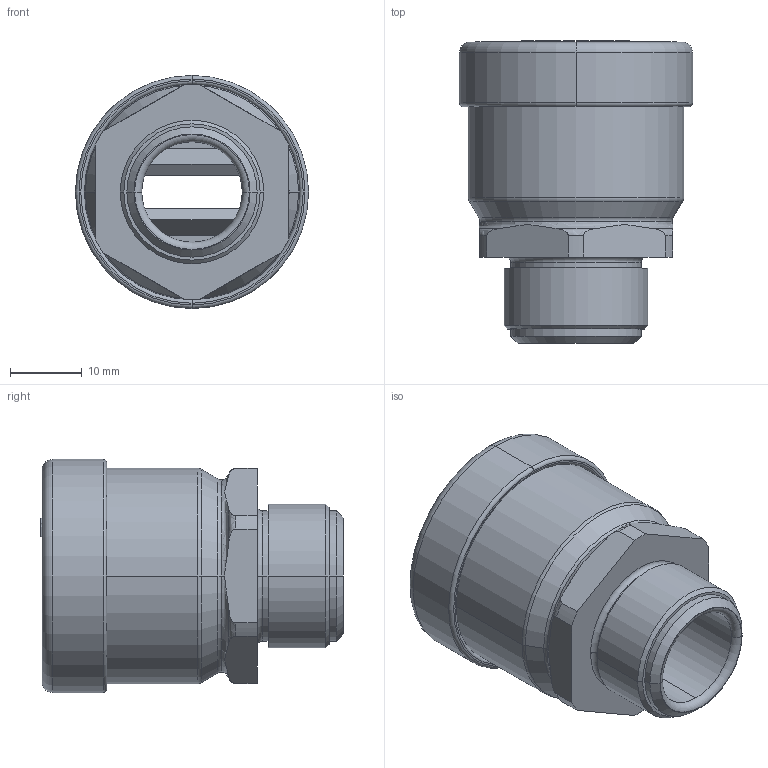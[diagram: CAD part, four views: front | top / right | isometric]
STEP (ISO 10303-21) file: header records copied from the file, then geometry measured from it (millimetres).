
FILE_DESCRIPTION((''),'2;1');
FILE_NAME('2013002_ASM','2015-05-13T',('AndreasKeweloh'),(''),'CREO PARAMETRIC BY PTC INC, 2014500','CREO PARAMETRIC BY PTC INC, 2014500','');
FILE_SCHEMA(('CONFIG_CONTROL_DESIGN'));
Length unit declared in the file: millimetre
Products named in the file (3): 094101; 094080_EV289-20-01; 2013002_ASM
Assembly tree (2 placements, depth 2):
  2013002_ASM
    094101
    094080_EV289-20-01
Bounding box: 32.5 x 42.2 x 32.5 mm (x, y, z)
Volume: 10941.5 mm3; surface area: 11050.6 mm2
Topology: 2 solids, 2 shells, 231 faces, 594 edges, 386 vertices
Faces by surface type: plane 120, extrusion 43, torus 30, cylinder 26, cone 8, bspline 4
Entity records: 9185 total; most frequent: CARTESIAN_POINT 3627, ORIENTED_EDGE 1188, DIRECTION 1007, EDGE_CURVE 594, VERTEX_POINT 386, VECTOR 385, LINE 342, AXIS2_PLACEMENT_3D 311
